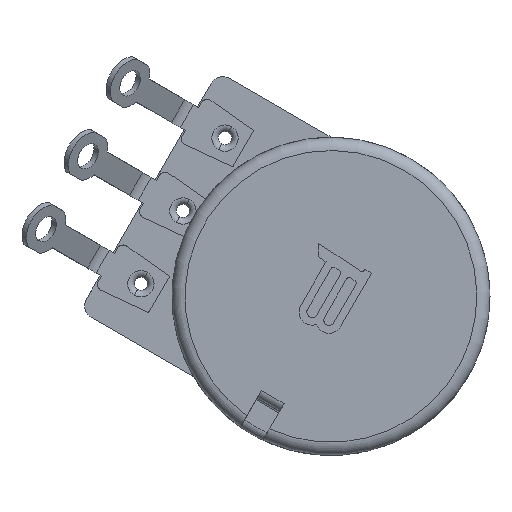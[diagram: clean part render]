
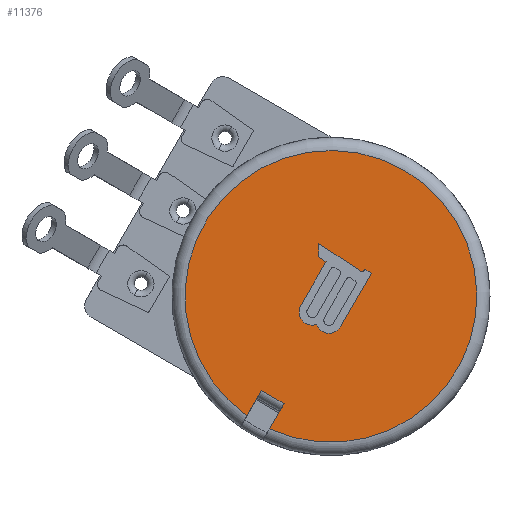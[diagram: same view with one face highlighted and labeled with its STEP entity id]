
A CAD part, front view. The second image highlights one B-rep face of the part: STEP entity #11376.
In plain terms, the highlighted planar face has unit normal (0, -1, 0).
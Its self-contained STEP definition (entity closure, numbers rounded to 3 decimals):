
#1714=CARTESIAN_POINT('',(-4.661,-22.3,-10.074));
#1716=CARTESIAN_POINT('',(-6.393,-22.3,-9.074));
#1902=DIRECTION('',(0.866,0.,-0.5));
#1903=VECTOR('',#1902,2.);
#1904=CARTESIAN_POINT('',(-5.291,-22.3,-7.164));
#1905=LINE('',#1904,#1903);
#1920=DIRECTION('',(-0.5,0.,-0.866));
#1921=VECTOR('',#1920,2.205);
#1922=CARTESIAN_POINT('',(-5.291,-22.3,-7.164));
#1923=LINE('',#1922,#1921);
#1924=CARTESIAN_POINT('',(0.,-22.3,0.));
#1925=DIRECTION('',(0.,1.,0.));
#1926=DIRECTION('',(-0.576,0.,-0.817));
#1927=AXIS2_PLACEMENT_3D('',#1924,#1925,#1926);
#1929=CARTESIAN_POINT('',(0.,-22.3,0.));
#1930=DIRECTION('',(0.,1.,0.));
#1931=DIRECTION('',(0.5,0.,0.866));
#1932=AXIS2_PLACEMENT_3D('',#1929,#1930,#1931);
#1934=DIRECTION('',(0.5,0.,0.866));
#1935=VECTOR('',#1934,2.205);
#1936=CARTESIAN_POINT('',(-4.661,-22.3,-10.074));
#1937=LINE('',#1936,#1935);
#1938=DIRECTION('',(-0.836,0.,0.549));
#1939=VECTOR('',#1938,3.805);
#1940=CARTESIAN_POINT('',(2.244,-22.3,1.932));
#1941=LINE('',#1940,#1939);
#1942=DIRECTION('',(-0.015,0.,-1.));
#1943=VECTOR('',#1942,0.897);
#1944=CARTESIAN_POINT('',(-0.937,-22.3,4.02));
#1945=LINE('',#1944,#1943);
#1946=CARTESIAN_POINT('',(-0.75,-22.3,3.12));
#1947=DIRECTION('',(0.,-1.,0.));
#1948=DIRECTION('',(-1.,0.,0.015));
#1949=AXIS2_PLACEMENT_3D('',#1946,#1947,#1948);
#1951=DIRECTION('',(0.836,0.,-0.549));
#1952=VECTOR('',#1951,0.581);
#1953=CARTESIAN_POINT('',(-0.86,-22.3,2.953));
#1954=LINE('',#1953,#1952);
#1955=DIRECTION('',(-0.5,0.,-0.866));
#1956=VECTOR('',#1955,3.824);
#1957=CARTESIAN_POINT('',(-0.374,-22.3,2.634));
#1958=LINE('',#1957,#1956);
#1959=CARTESIAN_POINT('',(-1.416,-22.3,-1.18));
#1960=DIRECTION('',(0.,-1.,0.));
#1961=DIRECTION('',(-0.866,0.,0.5));
#1962=AXIS2_PLACEMENT_3D('',#1959,#1960,#1961);
#1964=CARTESIAN_POINT('',(-1.416,-22.3,-1.18));
#1965=DIRECTION('',(0.,-1.,0.));
#1966=DIRECTION('',(-0.5,0.,-0.866));
#1967=AXIS2_PLACEMENT_3D('',#1964,#1965,#1966);
#1969=CARTESIAN_POINT('',(-0.141,-22.3,-1.801));
#1970=DIRECTION('',(0.,-1.,0.));
#1971=DIRECTION('',(-0.945,0.,-0.328));
#1972=AXIS2_PLACEMENT_3D('',#1969,#1970,#1971);
#1974=CARTESIAN_POINT('',(-0.141,-22.3,-1.801));
#1975=DIRECTION('',(0.,-1.,0.));
#1976=DIRECTION('',(-0.5,0.,-0.866));
#1977=AXIS2_PLACEMENT_3D('',#1974,#1975,#1976);
#1979=DIRECTION('',(0.5,0.,0.866));
#1980=VECTOR('',#1979,4.71);
#1981=CARTESIAN_POINT('',(0.725,-22.3,-2.301));
#1982=LINE('',#1981,#1980);
#1983=DIRECTION('',(-0.866,0.,0.5));
#1984=VECTOR('',#1983,0.59);
#1985=CARTESIAN_POINT('',(3.08,-22.3,1.778));
#1986=LINE('',#1985,#1984);
#1987=DIRECTION('',(-0.5,0.,-0.866));
#1988=VECTOR('',#1987,0.085);
#1989=CARTESIAN_POINT('',(2.569,-22.3,2.073));
#1990=LINE('',#1989,#1988);
#1991=CARTESIAN_POINT('',(2.354,-22.3,2.1));
#1992=DIRECTION('',(0.,1.,0.));
#1993=DIRECTION('',(0.866,0.,-0.5));
#1994=AXIS2_PLACEMENT_3D('',#1991,#1992,#1993);
#1996=CARTESIAN_POINT('',(2.354,-22.3,2.1));
#1997=DIRECTION('',(0.,1.,0.));
#1998=DIRECTION('',(-0.5,0.,-0.866));
#1999=AXIS2_PLACEMENT_3D('',#1996,#1997,#1998);
#8805=VERTEX_POINT('',#1716);
#8806=CARTESIAN_POINT('',(-5.291,-22.3,-7.164));
#8807=VERTEX_POINT('',#8806);
#8834=VERTEX_POINT('',#1714);
#8835=CARTESIAN_POINT('',(5.55,-22.3,9.613));
#8836=VERTEX_POINT('',#8835);
#8839=CARTESIAN_POINT('',(-3.559,-22.3,-8.164));
#8840=VERTEX_POINT('',#8839);
#8876=CARTESIAN_POINT('',(2.244,-22.3,1.932));
#8877=CARTESIAN_POINT('',(-0.937,-22.3,4.02));
#8878=VERTEX_POINT('',#8876);
#8879=VERTEX_POINT('',#8877);
#8880=CARTESIAN_POINT('',(-0.95,-22.3,3.124));
#8881=VERTEX_POINT('',#8880);
#8882=CARTESIAN_POINT('',(-0.86,-22.3,2.953));
#8883=VERTEX_POINT('',#8882);
#8884=CARTESIAN_POINT('',(-0.374,-22.3,2.634));
#8885=VERTEX_POINT('',#8884);
#8886=CARTESIAN_POINT('',(-2.286,-22.3,-0.678));
#8887=VERTEX_POINT('',#8886);
#8888=CARTESIAN_POINT('',(-1.919,-22.3,-2.05));
#8889=CARTESIAN_POINT('',(-1.085,-22.3,-2.129));
#8890=VERTEX_POINT('',#8888);
#8891=VERTEX_POINT('',#8889);
#8892=CARTESIAN_POINT('',(-0.641,-22.3,-2.667));
#8893=CARTESIAN_POINT('',(0.725,-22.3,-2.301));
#8894=VERTEX_POINT('',#8892);
#8895=VERTEX_POINT('',#8893);
#8896=CARTESIAN_POINT('',(3.08,-22.3,1.778));
#8897=VERTEX_POINT('',#8896);
#8898=CARTESIAN_POINT('',(2.569,-22.3,2.073));
#8899=VERTEX_POINT('',#8898);
#8900=CARTESIAN_POINT('',(2.527,-22.3,2.));
#8901=VERTEX_POINT('',#8900);
#8902=CARTESIAN_POINT('',(2.254,-22.3,1.926));
#8903=VERTEX_POINT('',#8902);
#11334=CARTESIAN_POINT('',(0.,-22.3,0.));
#11335=DIRECTION('',(0.,1.,0.));
#11336=DIRECTION('',(0.5,0.,0.866));
#11337=AXIS2_PLACEMENT_3D('',#11334,#11335,#11336);
#11338=PLANE('',#11337);
#11339=ORIENTED_EDGE('',*,*,#11322,.T.);
#11340=ORIENTED_EDGE('',*,*,#11117,.T.);
#11341=ORIENTED_EDGE('',*,*,#11115,.T.);
#11342=ORIENTED_EDGE('',*,*,#11140,.T.);
#11343=ORIENTED_EDGE('',*,*,#11310,.F.);
#11344=EDGE_LOOP('',(#11339,#11340,#11341,#11342,#11343));
#11345=FACE_OUTER_BOUND('',#11344,.F.);
#11347=ORIENTED_EDGE('',*,*,#11346,.T.);
#11349=ORIENTED_EDGE('',*,*,#11348,.T.);
#11351=ORIENTED_EDGE('',*,*,#11350,.T.);
#11353=ORIENTED_EDGE('',*,*,#11352,.T.);
#11355=ORIENTED_EDGE('',*,*,#11354,.T.);
#11357=ORIENTED_EDGE('',*,*,#11356,.T.);
#11359=ORIENTED_EDGE('',*,*,#11358,.T.);
#11361=ORIENTED_EDGE('',*,*,#11360,.T.);
#11363=ORIENTED_EDGE('',*,*,#11362,.T.);
#11365=ORIENTED_EDGE('',*,*,#11364,.T.);
#11367=ORIENTED_EDGE('',*,*,#11366,.T.);
#11369=ORIENTED_EDGE('',*,*,#11368,.T.);
#11371=ORIENTED_EDGE('',*,*,#11370,.T.);
#11373=ORIENTED_EDGE('',*,*,#11372,.T.);
#11374=EDGE_LOOP('',(#11347,#11349,#11351,#11353,#11355,#11357,#11359,#11361,
#11363,#11365,#11367,#11369,#11371,#11373));
#11375=FACE_BOUND('',#11374,.F.);
#11376=ADVANCED_FACE('',(#11345,#11375),#11338,.F.);
#1928=CIRCLE('',#1927,11.1);
#1933=CIRCLE('',#1932,11.1);
#1950=CIRCLE('',#1949,0.2);
#1963=CIRCLE('',#1962,1.005);
#1968=CIRCLE('',#1967,1.005);
#1973=CIRCLE('',#1972,1.);
#1978=CIRCLE('',#1977,1.);
#1995=CIRCLE('',#1994,0.2);
#2000=CIRCLE('',#1999,0.2);
#11115=EDGE_CURVE('',#8836,#8834,#1933,.T.);
#11117=EDGE_CURVE('',#8805,#8836,#1928,.T.);
#11140=EDGE_CURVE('',#8834,#8840,#1937,.T.);
#11310=EDGE_CURVE('',#8807,#8840,#1905,.T.);
#11322=EDGE_CURVE('',#8807,#8805,#1923,.T.);
#11346=EDGE_CURVE('',#8878,#8879,#1941,.T.);
#11348=EDGE_CURVE('',#8879,#8881,#1945,.T.);
#11350=EDGE_CURVE('',#8881,#8883,#1950,.T.);
#11352=EDGE_CURVE('',#8883,#8885,#1954,.T.);
#11354=EDGE_CURVE('',#8885,#8887,#1958,.T.);
#11356=EDGE_CURVE('',#8887,#8890,#1963,.T.);
#11358=EDGE_CURVE('',#8890,#8891,#1968,.T.);
#11360=EDGE_CURVE('',#8891,#8894,#1973,.T.);
#11362=EDGE_CURVE('',#8894,#8895,#1978,.T.);
#11364=EDGE_CURVE('',#8895,#8897,#1982,.T.);
#11366=EDGE_CURVE('',#8897,#8899,#1986,.T.);
#11368=EDGE_CURVE('',#8899,#8901,#1990,.T.);
#11370=EDGE_CURVE('',#8901,#8903,#1995,.T.);
#11372=EDGE_CURVE('',#8903,#8878,#2000,.T.);
